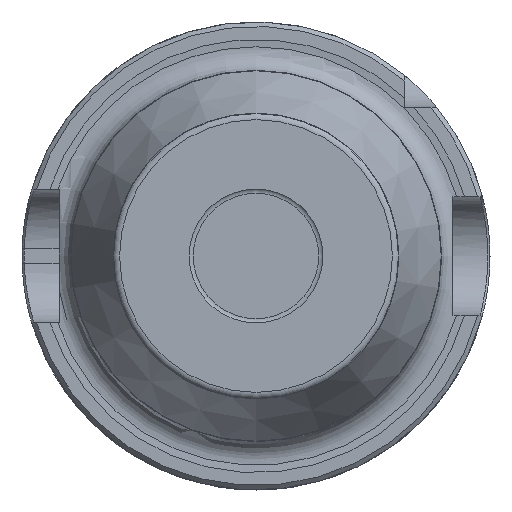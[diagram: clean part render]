
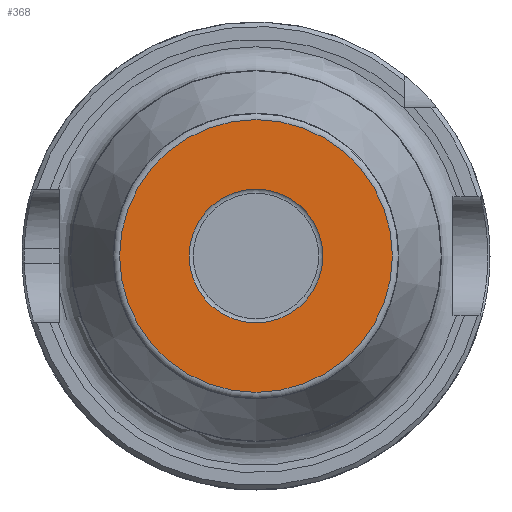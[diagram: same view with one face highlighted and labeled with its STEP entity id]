
A CAD part, left-side view. The second image highlights one B-rep face of the part: STEP entity #368.
In plain terms, the highlighted planar face has unit normal (-1, 0, 0).
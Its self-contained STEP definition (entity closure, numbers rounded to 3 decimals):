
#368=ADVANCED_FACE('',(#495,#496),#460,.F.);
#460=PLANE('',#1532);
#495=FACE_BOUND('',#548,.T.);
#496=FACE_BOUND('',#549,.T.);
#548=EDGE_LOOP('',(#666));
#549=EDGE_LOOP('',(#667));
#666=ORIENTED_EDGE('',*,*,#1239,.T.);
#667=ORIENTED_EDGE('',*,*,#1240,.T.);
#1090=VERTEX_POINT('',#2068);
#1091=VERTEX_POINT('',#2070);
#1239=EDGE_CURVE('',#1090,#1090,#1451,.T.);
#1240=EDGE_CURVE('',#1091,#1091,#1452,.T.);
#1451=CIRCLE('',#1530,18.356);
#1452=CIRCLE('',#1531,9.);
#1530=AXIS2_PLACEMENT_3D('',#2067,#1691,#1692);
#1531=AXIS2_PLACEMENT_3D('',#2069,#1693,#1694);
#1532=AXIS2_PLACEMENT_3D('',#2071,#1695,#1696);
#1691=DIRECTION('',(-1.,0.,0.));
#1692=DIRECTION('',(0.,0.,1.));
#1693=DIRECTION('',(1.,0.,0.));
#1694=DIRECTION('',(0.,0.,-1.));
#1695=DIRECTION('',(1.,0.,0.));
#1696=DIRECTION('',(0.,0.,-1.));
#2067=CARTESIAN_POINT('',(0.,0.,0.));
#2068=CARTESIAN_POINT('',(0.,0.,18.356));
#2069=CARTESIAN_POINT('',(0.,0.,0.));
#2070=CARTESIAN_POINT('',(0.,0.,-9.));
#2071=CARTESIAN_POINT('',(0.,0.,0.));
